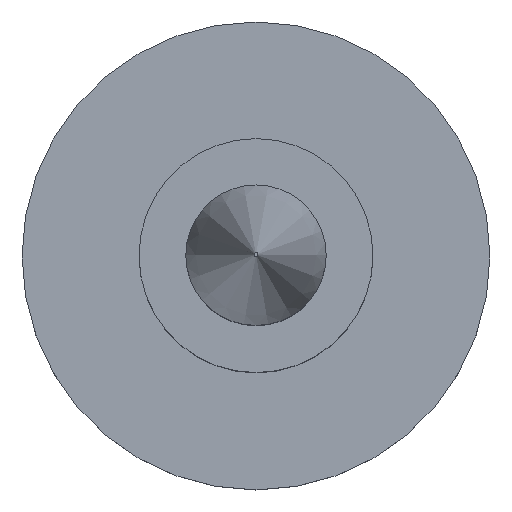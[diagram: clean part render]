
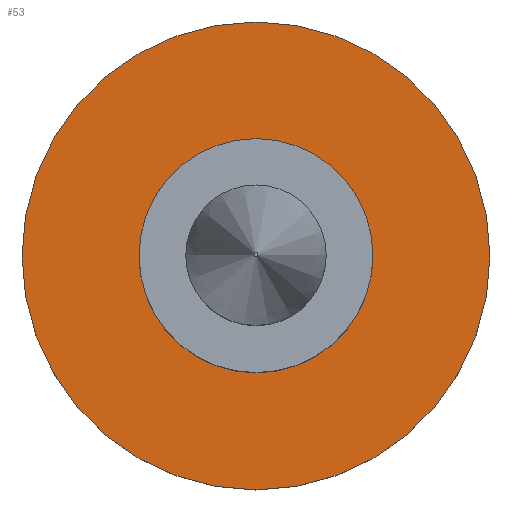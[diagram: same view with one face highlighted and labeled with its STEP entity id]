
A CAD part, top view. The second image highlights one B-rep face of the part: STEP entity #53.
In plain terms, the highlighted planar face has unit normal (0, 0, 1).
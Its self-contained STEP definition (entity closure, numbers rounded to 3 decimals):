
#53=ADVANCED_FACE('',(#99,#101),#103,.T.);
#99=FACE_BOUND('',#100,.T.);
#100=EDGE_LOOP('',(#133));
#101=FACE_BOUND('',#102,.T.);
#102=EDGE_LOOP('',(#134));
#103=PLANE('',#104);
#104=AXIS2_PLACEMENT_3D('',#105,#106,#107);
#105=CARTESIAN_POINT('',(0.,0.,2.));
#106=DIRECTION('',(0.,0.,1.));
#107=DIRECTION('',(-1.,0.,0.));
#133=ORIENTED_EDGE('',*,*,#143,.T.);
#134=ORIENTED_EDGE('',*,*,#142,.F.);
#142=EDGE_CURVE('',#153,#153,#154,.T.);
#143=EDGE_CURVE('',#155,#155,#156,.T.);
#153=VERTEX_POINT('',#179);
#154=CIRCLE('',#180,5.);
#155=VERTEX_POINT('',#184);
#156=CIRCLE('',#185,10.);
#179=CARTESIAN_POINT('',(-5.,0.,2.));
#180=AXIS2_PLACEMENT_3D('',#181,#182,#183);
#181=CARTESIAN_POINT('',(0.,0.,2.));
#182=DIRECTION('',(0.,0.,1.));
#183=DIRECTION('',(-1.,0.,0.));
#184=CARTESIAN_POINT('',(-10.,0.,2.));
#185=AXIS2_PLACEMENT_3D('',#186,#187,#188);
#186=CARTESIAN_POINT('',(0.,0.,2.));
#187=DIRECTION('',(0.,0.,1.));
#188=DIRECTION('',(-1.,0.,0.));
